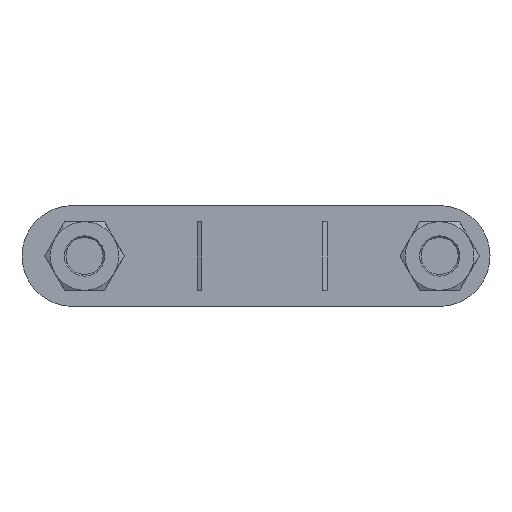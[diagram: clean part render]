
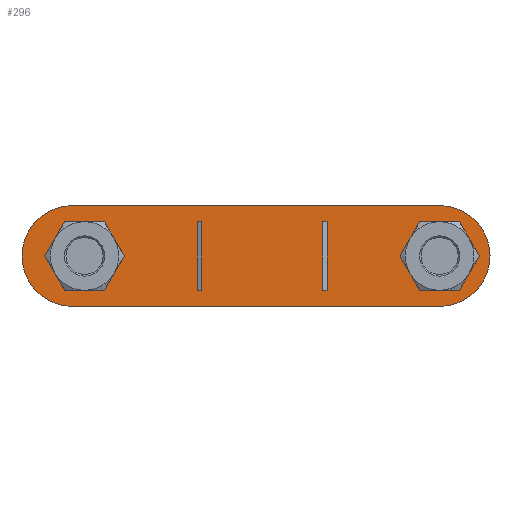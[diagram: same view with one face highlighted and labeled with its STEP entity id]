
A CAD part, front view. The second image highlights one B-rep face of the part: STEP entity #296.
In plain terms, the highlighted planar face has unit normal (0, -1, 0).
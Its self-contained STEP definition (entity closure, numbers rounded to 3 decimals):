
#296 = ADVANCED_FACE( '', ( #443, #444, #445, #446, #447 ), #448, .F. );
#443 = FACE_OUTER_BOUND( '', #1367, .T. );
#444 = FACE_BOUND( '', #1368, .T. );
#445 = FACE_BOUND( '', #1369, .T. );
#446 = FACE_BOUND( '', #1370, .T. );
#447 = FACE_BOUND( '', #1371, .T. );
#448 = PLANE( '', #1372 );
#1367 = EDGE_LOOP( '', ( #1738, #1739, #1740, #1741 ) );
#1368 = EDGE_LOOP( '', ( #1742, #1743, #1744, #1745 ) );
#1369 = EDGE_LOOP( '', ( #1746 ) );
#1370 = EDGE_LOOP( '', ( #1747, #1748, #1749, #1750 ) );
#1371 = EDGE_LOOP( '', ( #1751, #1752, #1753, #1754 ) );
#1372 = AXIS2_PLACEMENT_3D( '', #1755, #1756, #1757 );
#1738 = ORIENTED_EDGE( '', *, *, #2399, .F. );
#1739 = ORIENTED_EDGE( '', *, *, #2400, .F. );
#1740 = ORIENTED_EDGE( '', *, *, #2401, .F. );
#1741 = ORIENTED_EDGE( '', *, *, #2402, .F. );
#1742 = ORIENTED_EDGE( '', *, *, #2403, .F. );
#1743 = ORIENTED_EDGE( '', *, *, #2404, .T. );
#1744 = ORIENTED_EDGE( '', *, *, #2405, .T. );
#1745 = ORIENTED_EDGE( '', *, *, #2406, .F. );
#1746 = ORIENTED_EDGE( '', *, *, #2407, .T. );
#1747 = ORIENTED_EDGE( '', *, *, #2408, .F. );
#1748 = ORIENTED_EDGE( '', *, *, #2409, .F. );
#1749 = ORIENTED_EDGE( '', *, *, #2410, .F. );
#1750 = ORIENTED_EDGE( '', *, *, #2411, .F. );
#1751 = ORIENTED_EDGE( '', *, *, #2412, .T. );
#1752 = ORIENTED_EDGE( '', *, *, #2413, .T. );
#1753 = ORIENTED_EDGE( '', *, *, #2414, .F. );
#1754 = ORIENTED_EDGE( '', *, *, #2415, .F. );
#1755 = CARTESIAN_POINT( '', ( -47., 35., 0. ) );
#1756 = DIRECTION( '', ( 0., 1., 0. ) );
#1757 = DIRECTION( '', ( 0., 0., 1. ) );
#2399 = EDGE_CURVE( '', #2659, #2660, #2661, .T. );
#2400 = EDGE_CURVE( '', #2662, #2659, #2663, .F. );
#2401 = EDGE_CURVE( '', #2664, #2662, #2665, .T. );
#2402 = EDGE_CURVE( '', #2660, #2664, #2666, .F. );
#2403 = EDGE_CURVE( '', #2667, #2668, #2669, .F. );
#2404 = EDGE_CURVE( '', #2667, #2670, #2671, .T. );
#2405 = EDGE_CURVE( '', #2670, #2672, #2673, .T. );
#2406 = EDGE_CURVE( '', #2668, #2672, #2674, .T. );
#2407 = EDGE_CURVE( '', #2675, #2675, #2676, .T. );
#2408 = EDGE_CURVE( '', #2677, #2678, #2679, .F. );
#2409 = EDGE_CURVE( '', #2680, #2677, #2681, .T. );
#2410 = EDGE_CURVE( '', #2682, #2680, #2683, .F. );
#2411 = EDGE_CURVE( '', #2678, #2682, #2684, .T. );
#2412 = EDGE_CURVE( '', #2685, #2686, #2687, .F. );
#2413 = EDGE_CURVE( '', #2686, #2688, #2689, .T. );
#2414 = EDGE_CURVE( '', #2690, #2688, #2691, .T. );
#2415 = EDGE_CURVE( '', #2685, #2690, #2692, .T. );
#2659 = VERTEX_POINT( '', #3284 );
#2660 = VERTEX_POINT( '', #3285 );
#2661 = CIRCLE( '', #3286, 12.5 );
#2662 = VERTEX_POINT( '', #3287 );
#2663 = LINE( '', #3288, #3289 );
#2664 = VERTEX_POINT( '', #3290 );
#2665 = CIRCLE( '', #3291, 12.5 );
#2666 = LINE( '', #3292, #3293 );
#2667 = VERTEX_POINT( '', #3294 );
#2668 = VERTEX_POINT( '', #3295 );
#2669 = LINE( '', #3296, #3297 );
#2670 = VERTEX_POINT( '', #3298 );
#2671 = LINE( '', #3299, #3300 );
#2672 = VERTEX_POINT( '', #3301 );
#2673 = LINE( '', #3302, #3303 );
#2674 = LINE( '', #3304, #3305 );
#2675 = VERTEX_POINT( '', #3306 );
#2676 = CIRCLE( '', #3307, 5.4 );
#2677 = VERTEX_POINT( '', #3308 );
#2678 = VERTEX_POINT( '', #3309 );
#2679 = CIRCLE( '', #3310, 5. );
#2680 = VERTEX_POINT( '', #3311 );
#2681 = LINE( '', #3312, #3313 );
#2682 = VERTEX_POINT( '', #3314 );
#2683 = CIRCLE( '', #3315, 5. );
#2684 = LINE( '', #3316, #3317 );
#2685 = VERTEX_POINT( '', #3318 );
#2686 = VERTEX_POINT( '', #3319 );
#2687 = LINE( '', #3320, #3321 );
#2688 = VERTEX_POINT( '', #3322 );
#2689 = LINE( '', #3323, #3324 );
#2690 = VERTEX_POINT( '', #3325 );
#2691 = LINE( '', #3326, #3327 );
#2692 = LINE( '', #3328, #3329 );
#3284 = CARTESIAN_POINT( '', ( -47., 35., -12.5 ) );
#3285 = CARTESIAN_POINT( '', ( -47., 35., 12.5 ) );
#3286 = AXIS2_PLACEMENT_3D( '', #3886, #3887, #3888 );
#3287 = CARTESIAN_POINT( '', ( 44., 35., -12.5 ) );
#3288 = CARTESIAN_POINT( '', ( 44., 35., -12.5 ) );
#3289 = VECTOR( '', #3889, 1000. );
#3290 = CARTESIAN_POINT( '', ( 44., 35., 12.5 ) );
#3291 = AXIS2_PLACEMENT_3D( '', #3890, #3891, #3892 );
#3292 = CARTESIAN_POINT( '', ( -47., 35., 12.5 ) );
#3293 = VECTOR( '', #3893, 1000. );
#3294 = CARTESIAN_POINT( '', ( -16.1, 35., -8.5 ) );
#3295 = CARTESIAN_POINT( '', ( -15.1, 35., -8.5 ) );
#3296 = CARTESIAN_POINT( '', ( -16.1, 35., -8.5 ) );
#3297 = VECTOR( '', #3894, 1000. );
#3298 = CARTESIAN_POINT( '', ( -16.1, 35., 8.5 ) );
#3299 = CARTESIAN_POINT( '', ( -16.1, 35., 0. ) );
#3300 = VECTOR( '', #3895, 1000. );
#3301 = CARTESIAN_POINT( '', ( -15.1, 35., 8.5 ) );
#3302 = CARTESIAN_POINT( '', ( -47., 35., 8.5 ) );
#3303 = VECTOR( '', #3896, 1000. );
#3304 = CARTESIAN_POINT( '', ( -15.1, 35., -8.5 ) );
#3305 = VECTOR( '', #3897, 1000. );
#3306 = CARTESIAN_POINT( '', ( 38.6, 35., 0. ) );
#3307 = AXIS2_PLACEMENT_3D( '', #3898, #3899, #3900 );
#3308 = CARTESIAN_POINT( '', ( -47., 35., 5. ) );
#3309 = CARTESIAN_POINT( '', ( -47., 35., -5. ) );
#3310 = AXIS2_PLACEMENT_3D( '', #3901, #3902, #3903 );
#3311 = CARTESIAN_POINT( '', ( -43., 35., 5. ) );
#3312 = CARTESIAN_POINT( '', ( -43., 35., 5. ) );
#3313 = VECTOR( '', #3904, 1000. );
#3314 = CARTESIAN_POINT( '', ( -43., 35., -5. ) );
#3315 = AXIS2_PLACEMENT_3D( '', #3905, #3906, #3907 );
#3316 = CARTESIAN_POINT( '', ( -47., 35., -5. ) );
#3317 = VECTOR( '', #3908, 1000. );
#3318 = CARTESIAN_POINT( '', ( 16.1, 35., -8.5 ) );
#3319 = CARTESIAN_POINT( '', ( 15.1, 35., -8.5 ) );
#3320 = CARTESIAN_POINT( '', ( -47., 35., -8.5 ) );
#3321 = VECTOR( '', #3909, 1000. );
#3322 = CARTESIAN_POINT( '', ( 15.1, 35., 8.5 ) );
#3323 = CARTESIAN_POINT( '', ( 15.1, 35., 0. ) );
#3324 = VECTOR( '', #3910, 1000. );
#3325 = CARTESIAN_POINT( '', ( 16.1, 35., 8.5 ) );
#3326 = CARTESIAN_POINT( '', ( 16.1, 35., 8.5 ) );
#3327 = VECTOR( '', #3911, 1000. );
#3328 = CARTESIAN_POINT( '', ( 16.1, 35., -8.5 ) );
#3329 = VECTOR( '', #3912, 1000. );
#3886 = CARTESIAN_POINT( '', ( -47., 35., 0. ) );
#3887 = DIRECTION( '', ( 0., 1., 0. ) );
#3888 = DIRECTION( '', ( -1., 0., 0. ) );
#3889 = DIRECTION( '', ( 1., 0., 0. ) );
#3890 = CARTESIAN_POINT( '', ( 44., 35., 0. ) );
#3891 = DIRECTION( '', ( 0., 1., 0. ) );
#3892 = DIRECTION( '', ( -1., 0., 0. ) );
#3893 = DIRECTION( '', ( -1., 0., 0. ) );
#3894 = DIRECTION( '', ( -1., 0., 0. ) );
#3895 = DIRECTION( '', ( 0., 0., 1. ) );
#3896 = DIRECTION( '', ( 1., 0., 0. ) );
#3897 = DIRECTION( '', ( 0., 0., 1. ) );
#3898 = CARTESIAN_POINT( '', ( 44., 35., 0. ) );
#3899 = DIRECTION( '', ( 0., 1., 0. ) );
#3900 = DIRECTION( '', ( -1., 0., 0. ) );
#3901 = CARTESIAN_POINT( '', ( -47., 35., 0. ) );
#3902 = DIRECTION( '', ( 0., 1., 0. ) );
#3903 = DIRECTION( '', ( -1., 0., 0. ) );
#3904 = DIRECTION( '', ( -1., 0., 0. ) );
#3905 = CARTESIAN_POINT( '', ( -43., 35., 0. ) );
#3906 = DIRECTION( '', ( 0., 1., 0. ) );
#3907 = DIRECTION( '', ( -1., 0., 0. ) );
#3908 = DIRECTION( '', ( 1., 0., 0. ) );
#3909 = DIRECTION( '', ( 1., 0., 0. ) );
#3910 = DIRECTION( '', ( 0., 0., 1. ) );
#3911 = DIRECTION( '', ( -1., 0., 0. ) );
#3912 = DIRECTION( '', ( 0., 0., 1. ) );
